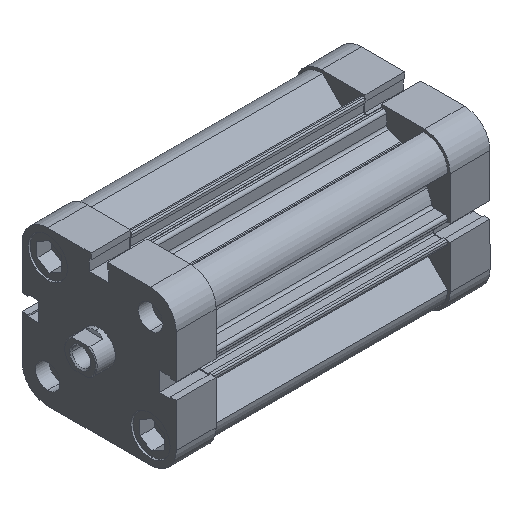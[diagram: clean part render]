
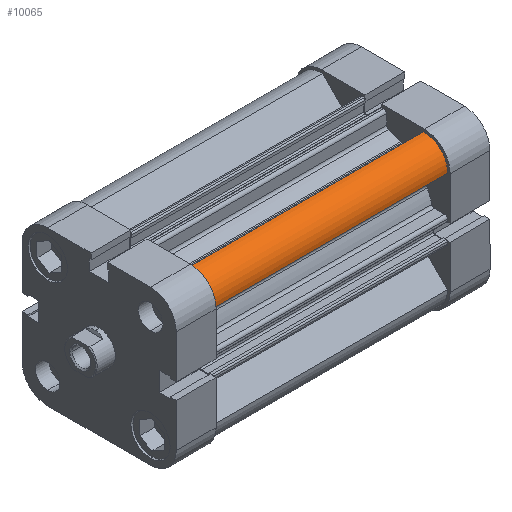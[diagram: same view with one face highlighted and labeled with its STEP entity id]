
A CAD part, isometric view. The second image highlights one B-rep face of the part: STEP entity #10065.
In plain terms, the highlighted cylindrical face has radius 8.5 mm (diameter 17 mm), a partial arc.
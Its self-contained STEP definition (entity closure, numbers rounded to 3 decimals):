
#53 = EDGE_LOOP ( 'NONE', ( #779, #780, #781, #782 ) ) ;
#779 = ORIENTED_EDGE ( 'NONE', *, *, #8516, .T. ) ;
#780 = ORIENTED_EDGE ( 'NONE', *, *, #8621, .F. ) ;
#781 = ORIENTED_EDGE ( 'NONE', *, *, #9404, .F. ) ;
#782 = ORIENTED_EDGE ( 'NONE', *, *, #8671, .T. ) ;
#1273 = CIRCLE ( 'NONE', #9513, 8.5 ) ;
#1448 = LINE ( 'NONE', #8113, #1456 ) ;
#1456 = VECTOR ( 'NONE', #8123, 1000. ) ;
#1518 = LINE ( 'NONE', #8240, #1531 ) ;
#1531 = VECTOR ( 'NONE', #8241, 1000. ) ;
#2423 = CIRCLE ( 'NONE', #9728, 8.5 ) ;
#4223 = CARTESIAN_POINT ( 'NONE',  ( 19., -19., 86.5 ) ) ;
#4234 = DIRECTION ( 'NONE',  ( 0., 0., 1. ) ) ;
#4235 = DIRECTION ( 'NONE',  ( -1., 0., 0. ) ) ;
#4511 = DIRECTION ( 'NONE',  ( 0., 0., -1. ) ) ;
#4517 = DIRECTION ( 'NONE',  ( -1., 0., 0. ) ) ;
#4530 = CARTESIAN_POINT ( 'NONE',  ( 19., -19., 86.5 ) ) ;
#5797 = FACE_OUTER_BOUND ( 'NONE', #53, .T. ) ;
#5799 = CYLINDRICAL_SURFACE ( 'NONE', #9786, 8.5 ) ;
#6981 = VERTEX_POINT ( 'NONE', #7329 ) ;
#6982 = VERTEX_POINT ( 'NONE', #7330 ) ;
#7085 = VERTEX_POINT ( 'NONE', #7433 ) ;
#7086 = VERTEX_POINT ( 'NONE', #7434 ) ;
#7329 = CARTESIAN_POINT ( 'NONE',  ( 18.654, -27.493, 86.5 ) ) ;
#7330 = CARTESIAN_POINT ( 'NONE',  ( 27.493, -18.654, 86.5 ) ) ;
#7433 = CARTESIAN_POINT ( 'NONE',  ( 27.493, -18.654, 0. ) ) ;
#7434 = CARTESIAN_POINT ( 'NONE',  ( 18.654, -27.493, 0. ) ) ;
#7868 = CARTESIAN_POINT ( 'NONE',  ( 19., -19., 0. ) ) ;
#7872 = DIRECTION ( 'NONE',  ( 0., 0., 1. ) ) ;
#7873 = DIRECTION ( 'NONE',  ( -1., 0., 0. ) ) ;
#8113 = CARTESIAN_POINT ( 'NONE',  ( 27.493, -18.654, 86.5 ) ) ;
#8123 = DIRECTION ( 'NONE',  ( 0., 0., -1. ) ) ;
#8240 = CARTESIAN_POINT ( 'NONE',  ( 18.654, -27.493, 86.5 ) ) ;
#8241 = DIRECTION ( 'NONE',  ( 0., 0., -1. ) ) ;
#8516 = EDGE_CURVE ( 'NONE', #7086, #7085, #1273, .T. ) ;
#8621 = EDGE_CURVE ( 'NONE', #6982, #7085, #1448, .T. ) ;
#8671 = EDGE_CURVE ( 'NONE', #6981, #7086, #1518, .T. ) ;
#9404 = EDGE_CURVE ( 'NONE', #6981, #6982, #2423, .T. ) ;
#9513 = AXIS2_PLACEMENT_3D ( 'NONE', #7868, #7872, #7873 ) ;
#9728 = AXIS2_PLACEMENT_3D ( 'NONE', #4223, #4234, #4235 ) ;
#9786 = AXIS2_PLACEMENT_3D ( 'NONE', #4530, #4511, #4517 ) ;
#10065 = ADVANCED_FACE ( 'NONE', ( #5797 ), #5799, .T. ) ;
